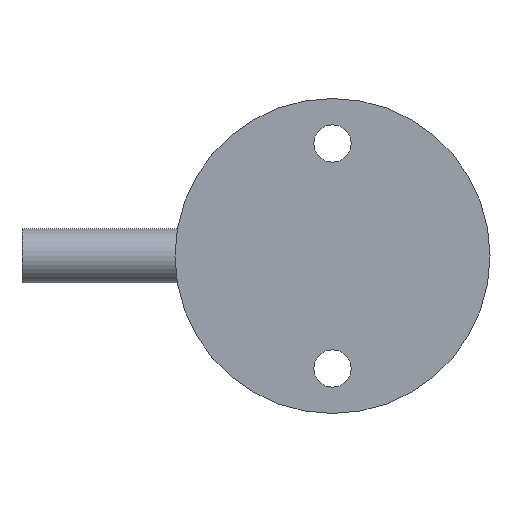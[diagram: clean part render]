
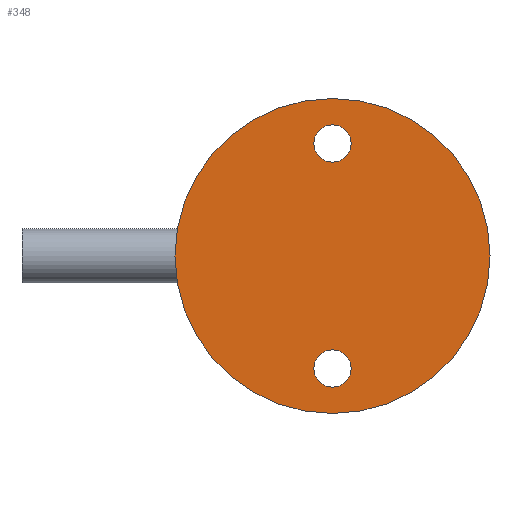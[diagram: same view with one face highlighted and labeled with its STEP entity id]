
A CAD part, left-side view. The second image highlights one B-rep face of the part: STEP entity #348.
In plain terms, the highlighted planar face has unit normal (-1, 0, 0).
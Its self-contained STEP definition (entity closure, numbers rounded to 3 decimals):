
#12 = VERTEX_POINT ( 'NONE', #80 ) ;
#25 = DIRECTION ( 'NONE',  ( 1., 0., 0. ) ) ;
#33 = PLANE ( 'NONE',  #198 ) ;
#56 = AXIS2_PLACEMENT_3D ( 'NONE', #238, #189, #468 ) ;
#58 = VERTEX_POINT ( 'NONE', #277 ) ;
#73 = ORIENTED_EDGE ( 'NONE', *, *, #235, .T. ) ;
#80 = CARTESIAN_POINT ( 'NONE',  ( 0., 0., 29.15 ) ) ;
#81 = DIRECTION ( 'NONE',  ( 1., 0., 0. ) ) ;
#83 = CARTESIAN_POINT ( 'NONE',  ( 0., 0., 35. ) ) ;
#88 = DIRECTION ( 'NONE',  ( 1., 0., 0. ) ) ;
#131 = CARTESIAN_POINT ( 'NONE',  ( 0., 0., 0. ) ) ;
#132 = FACE_OUTER_BOUND ( 'NONE', #394, .T. ) ;
#140 = DIRECTION ( 'NONE',  ( 0., 0., -1. ) ) ;
#151 = DIRECTION ( 'NONE',  ( 1., 0., 0. ) ) ;
#182 = DIRECTION ( 'NONE',  ( 1., 0., 0. ) ) ;
#188 = AXIS2_PLACEMENT_3D ( 'NONE', #236, #25, #140 ) ;
#189 = DIRECTION ( 'NONE',  ( 1., 0., 0. ) ) ;
#192 = DIRECTION ( 'NONE',  ( 0., 0., -1. ) ) ;
#198 = AXIS2_PLACEMENT_3D ( 'NONE', #242, #182, #570 ) ;
#211 = AXIS2_PLACEMENT_3D ( 'NONE', #431, #534, #286 ) ;
#213 = EDGE_LOOP ( 'NONE', ( #424, #73 ) ) ;
#215 = EDGE_CURVE ( 'NONE', #572, #562, #577, .T. ) ;
#235 = EDGE_CURVE ( 'NONE', #417, #255, #239, .T. ) ;
#236 = CARTESIAN_POINT ( 'NONE',  ( 0., 0., 0. ) ) ;
#238 = CARTESIAN_POINT ( 'NONE',  ( 0., 0., -25. ) ) ;
#239 = CIRCLE ( 'NONE', #211, 4.15 ) ;
#242 = CARTESIAN_POINT ( 'NONE',  ( 0., 0., 0. ) ) ;
#244 = CARTESIAN_POINT ( 'NONE',  ( 0., 0., -35. ) ) ;
#247 = AXIS2_PLACEMENT_3D ( 'NONE', #589, #151, #547 ) ;
#255 = VERTEX_POINT ( 'NONE', #334 ) ;
#271 = ORIENTED_EDGE ( 'NONE', *, *, #297, .F. ) ;
#277 = CARTESIAN_POINT ( 'NONE',  ( 0., 0., 20.85 ) ) ;
#286 = DIRECTION ( 'NONE',  ( 0., 0., -1. ) ) ;
#297 = EDGE_CURVE ( 'NONE', #562, #572, #556, .T. ) ;
#307 = ORIENTED_EDGE ( 'NONE', *, *, #571, .T. ) ;
#317 = AXIS2_PLACEMENT_3D ( 'NONE', #529, #88, #192 ) ;
#323 = EDGE_CURVE ( 'NONE', #255, #417, #615, .T. ) ;
#334 = CARTESIAN_POINT ( 'NONE',  ( 0., 0., -29.15 ) ) ;
#348 = ADVANCED_FACE ( 'NONE', ( #477, #619, #132 ), #33, .F. ) ;
#358 = CIRCLE ( 'NONE', #247, 4.15 ) ;
#377 = AXIS2_PLACEMENT_3D ( 'NONE', #131, #81, #481 ) ;
#394 = EDGE_LOOP ( 'NONE', ( #271, #550 ) ) ;
#406 = EDGE_LOOP ( 'NONE', ( #307, #496 ) ) ;
#417 = VERTEX_POINT ( 'NONE', #438 ) ;
#424 = ORIENTED_EDGE ( 'NONE', *, *, #323, .T. ) ;
#431 = CARTESIAN_POINT ( 'NONE',  ( 0., 0., -25. ) ) ;
#438 = CARTESIAN_POINT ( 'NONE',  ( 0., 0., -20.85 ) ) ;
#468 = DIRECTION ( 'NONE',  ( 0., 0., -1. ) ) ;
#477 = FACE_BOUND ( 'NONE', #406, .T. ) ;
#481 = DIRECTION ( 'NONE',  ( 0., 0., -1. ) ) ;
#496 = ORIENTED_EDGE ( 'NONE', *, *, #523, .T. ) ;
#523 = EDGE_CURVE ( 'NONE', #12, #58, #358, .T. ) ;
#529 = CARTESIAN_POINT ( 'NONE',  ( 0., 0., 25. ) ) ;
#531 = CIRCLE ( 'NONE', #317, 4.15 ) ;
#534 = DIRECTION ( 'NONE',  ( 1., 0., 0. ) ) ;
#547 = DIRECTION ( 'NONE',  ( 0., 0., -1. ) ) ;
#550 = ORIENTED_EDGE ( 'NONE', *, *, #215, .F. ) ;
#556 = CIRCLE ( 'NONE', #188, 35. ) ;
#562 = VERTEX_POINT ( 'NONE', #83 ) ;
#570 = DIRECTION ( 'NONE',  ( 0., 0., -1. ) ) ;
#571 = EDGE_CURVE ( 'NONE', #58, #12, #531, .T. ) ;
#572 = VERTEX_POINT ( 'NONE', #244 ) ;
#577 = CIRCLE ( 'NONE', #377, 35. ) ;
#589 = CARTESIAN_POINT ( 'NONE',  ( 0., 0., 25. ) ) ;
#615 = CIRCLE ( 'NONE', #56, 4.15 ) ;
#619 = FACE_BOUND ( 'NONE', #213, .T. ) ;
